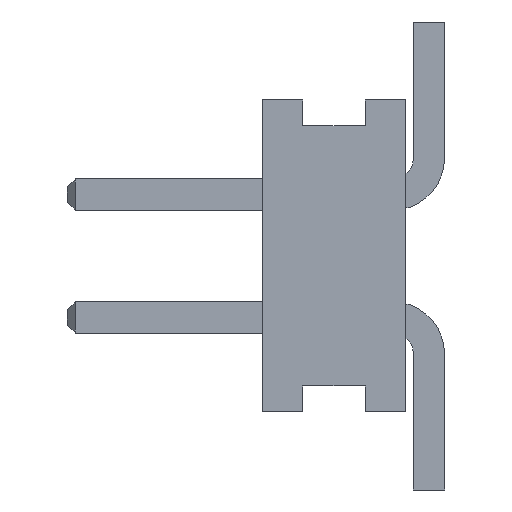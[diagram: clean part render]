
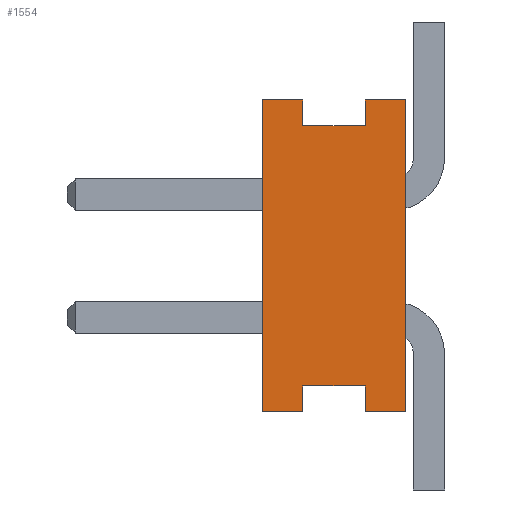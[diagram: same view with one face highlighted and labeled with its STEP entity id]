
A CAD part, left-side view. The second image highlights one B-rep face of the part: STEP entity #1554.
In plain terms, the highlighted planar face has unit normal (-1, 0, 0).
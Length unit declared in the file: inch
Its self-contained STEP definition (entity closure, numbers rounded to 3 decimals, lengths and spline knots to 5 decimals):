
#1554 = ADVANCED_FACE( '', ( #3978 ), #3979, .F. );
#3978 = FACE_OUTER_BOUND( '', #7280, .T. );
#3979 = PLANE( '', #7281 );
#7280 = EDGE_LOOP( '', ( #11806, #11807, #11808, #11809, #11810, #11811, #11812, #11813, #11814, #11815, #11816, #11817 ) );
#7281 = AXIS2_PLACEMENT_3D( '', #11818, #11819, #11820 );
#11806 = ORIENTED_EDGE( '', *, *, #21588, .F. );
#11807 = ORIENTED_EDGE( '', *, *, #21589, .F. );
#11808 = ORIENTED_EDGE( '', *, *, #20719, .F. );
#11809 = ORIENTED_EDGE( '', *, *, #21590, .F. );
#11810 = ORIENTED_EDGE( '', *, *, #21591, .F. );
#11811 = ORIENTED_EDGE( '', *, *, #21592, .F. );
#11812 = ORIENTED_EDGE( '', *, *, #21095, .F. );
#11813 = ORIENTED_EDGE( '', *, *, #21593, .F. );
#11814 = ORIENTED_EDGE( '', *, *, #21594, .F. );
#11815 = ORIENTED_EDGE( '', *, *, #21595, .F. );
#11816 = ORIENTED_EDGE( '', *, *, #20811, .F. );
#11817 = ORIENTED_EDGE( '', *, *, #21596, .F. );
#11818 = CARTESIAN_POINT( '', ( -0.4725, 0., 0. ) );
#11819 = DIRECTION( '', ( 1., 0., 0. ) );
#11820 = DIRECTION( '', ( 0., 0., -1. ) );
#20719 = EDGE_CURVE( '', #25072, #25073, #25074, .T. );
#20811 = EDGE_CURVE( '', #25237, #25238, #25239, .T. );
#21095 = EDGE_CURVE( '', #25736, #25737, #25738, .T. );
#21588 = EDGE_CURVE( '', #26587, #26588, #26589, .T. );
#21589 = EDGE_CURVE( '', #25073, #26587, #26590, .T. );
#21590 = EDGE_CURVE( '', #26591, #25072, #26592, .T. );
#21591 = EDGE_CURVE( '', #26593, #26591, #26594, .T. );
#21592 = EDGE_CURVE( '', #25737, #26593, #26595, .T. );
#21593 = EDGE_CURVE( '', #26596, #25736, #26597, .T. );
#21594 = EDGE_CURVE( '', #26598, #26596, #26599, .T. );
#21595 = EDGE_CURVE( '', #25238, #26598, #26600, .T. );
#21596 = EDGE_CURVE( '', #26588, #25237, #26601, .T. );
#25072 = VERTEX_POINT( '', #31355 );
#25073 = VERTEX_POINT( '', #31356 );
#25074 = LINE( '', #31357, #31358 );
#25237 = VERTEX_POINT( '', #31589 );
#25238 = VERTEX_POINT( '', #31590 );
#25239 = LINE( '', #31591, #31592 );
#25736 = VERTEX_POINT( '', #32302 );
#25737 = VERTEX_POINT( '', #32303 );
#25738 = LINE( '', #32304, #32305 );
#26587 = VERTEX_POINT( '', #33543 );
#26588 = VERTEX_POINT( '', #33544 );
#26589 = LINE( '', #33545, #33546 );
#26590 = LINE( '', #33547, #33548 );
#26591 = VERTEX_POINT( '', #33549 );
#26592 = LINE( '', #33550, #33551 );
#26593 = VERTEX_POINT( '', #33552 );
#26594 = LINE( '', #33553, #33554 );
#26595 = LINE( '', #33555, #33556 );
#26596 = VERTEX_POINT( '', #33557 );
#26597 = LINE( '', #33558, #33559 );
#26598 = VERTEX_POINT( '', #33560 );
#26599 = LINE( '', #33561, #33562 );
#26600 = LINE( '', #33563, #33564 );
#26601 = LINE( '', #33565, #33566 );
#31355 = CARTESIAN_POINT( '', ( -0.4725, 0.0395, 0.05 ) );
#31356 = CARTESIAN_POINT( '', ( -0.4725, 0.0155, 0.05 ) );
#31357 = CARTESIAN_POINT( '', ( -0.4725, 0.0395, 0.05 ) );
#31358 = VECTOR( '', #39794, 39.37008 );
#31589 = CARTESIAN_POINT( '', ( -0.4725, 0., -0.06 ) );
#31590 = CARTESIAN_POINT( '', ( -0.4725, 0.0155, -0.06 ) );
#31591 = CARTESIAN_POINT( '', ( -0.4725, 0., -0.06 ) );
#31592 = VECTOR( '', #39887, 39.37008 );
#32302 = CARTESIAN_POINT( '', ( -0.4725, 0.0395, -0.06 ) );
#32303 = CARTESIAN_POINT( '', ( -0.4725, 0.055, -0.06 ) );
#32304 = CARTESIAN_POINT( '', ( -0.4725, 0.0395, -0.06 ) );
#32305 = VECTOR( '', #40152, 39.37008 );
#33543 = CARTESIAN_POINT( '', ( -0.4725, 0.0155, 0.06 ) );
#33544 = CARTESIAN_POINT( '', ( -0.4725, 0., 0.06 ) );
#33545 = CARTESIAN_POINT( '', ( -0.4725, 0.0155, 0.06 ) );
#33546 = VECTOR( '', #40617, 39.37008 );
#33547 = CARTESIAN_POINT( '', ( -0.4725, 0.0155, 0.05 ) );
#33548 = VECTOR( '', #40618, 39.37008 );
#33549 = CARTESIAN_POINT( '', ( -0.4725, 0.0395, 0.06 ) );
#33550 = CARTESIAN_POINT( '', ( -0.4725, 0.0395, 0.06 ) );
#33551 = VECTOR( '', #40619, 39.37008 );
#33552 = CARTESIAN_POINT( '', ( -0.4725, 0.055, 0.06 ) );
#33553 = CARTESIAN_POINT( '', ( -0.4725, 0.055, 0.06 ) );
#33554 = VECTOR( '', #40620, 39.37008 );
#33555 = CARTESIAN_POINT( '', ( -0.4725, 0.055, -0.06 ) );
#33556 = VECTOR( '', #40621, 39.37008 );
#33557 = CARTESIAN_POINT( '', ( -0.4725, 0.0395, -0.05 ) );
#33558 = CARTESIAN_POINT( '', ( -0.4725, 0.0395, -0.05 ) );
#33559 = VECTOR( '', #40622, 39.37008 );
#33560 = CARTESIAN_POINT( '', ( -0.4725, 0.0155, -0.05 ) );
#33561 = CARTESIAN_POINT( '', ( -0.4725, 0.0155, -0.05 ) );
#33562 = VECTOR( '', #40623, 39.37008 );
#33563 = CARTESIAN_POINT( '', ( -0.4725, 0.0155, -0.06 ) );
#33564 = VECTOR( '', #40624, 39.37008 );
#33565 = CARTESIAN_POINT( '', ( -0.4725, 0., 0.06 ) );
#33566 = VECTOR( '', #40625, 39.37008 );
#39794 = DIRECTION( '', ( 0., -1., 0. ) );
#39887 = DIRECTION( '', ( 0., 1., 0. ) );
#40152 = DIRECTION( '', ( 0., 1., 0. ) );
#40617 = DIRECTION( '', ( 0., -1., 0. ) );
#40618 = DIRECTION( '', ( 0., 0., 1. ) );
#40619 = DIRECTION( '', ( 0., 0., -1. ) );
#40620 = DIRECTION( '', ( 0., -1., 0. ) );
#40621 = DIRECTION( '', ( 0., 0., 1. ) );
#40622 = DIRECTION( '', ( 0., 0., -1. ) );
#40623 = DIRECTION( '', ( 0., 1., 0. ) );
#40624 = DIRECTION( '', ( 0., 0., 1. ) );
#40625 = DIRECTION( '', ( 0., 0., -1. ) );
